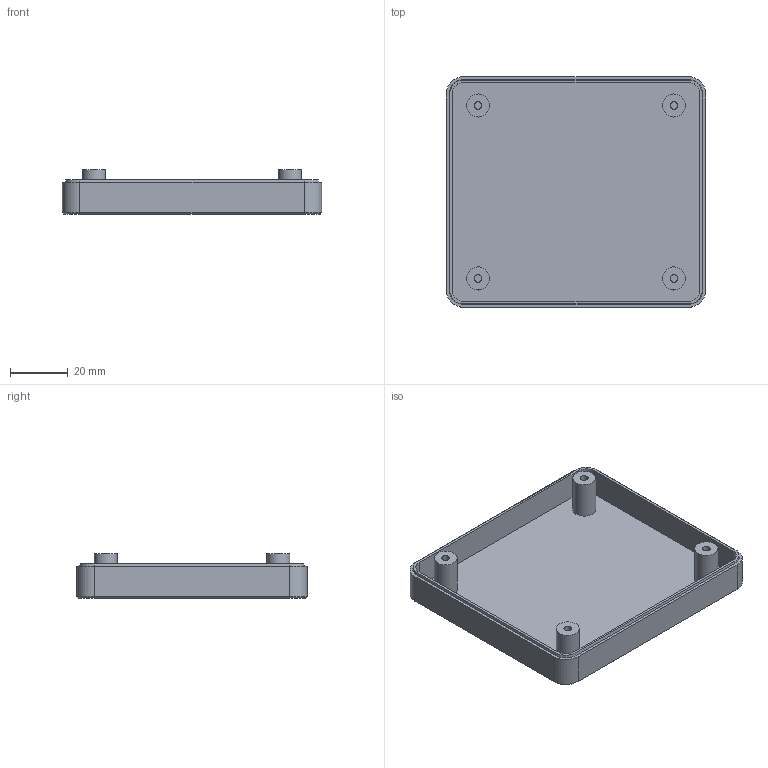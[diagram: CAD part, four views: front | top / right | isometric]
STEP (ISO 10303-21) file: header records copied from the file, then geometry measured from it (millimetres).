
FILE_DESCRIPTION(/* description */ (''),/* implementation_level */ '2;1');
FILE_NAME(/* name */ 'bottom_enclosure.step',/* time_stamp */ '2023-12-10T21:47:42-08:00',/* author */ (''),/* organization */ (''),/* preprocessor_version */ 'ST-DEVELOPER v20',/* originating_system */ 'Autodesk Translation Framework v12.14.0.127',/* authorisation */ '');
FILE_SCHEMA (('AUTOMOTIVE_DESIGN { 1 0 10303 214 3 1 1 }'));
Length unit declared in the file: millimetre
Products named in the file (1): bottom_enclosure
Bounding box: 90 x 80 x 15.4 mm (x, y, z)
Volume: 22795.3 mm3; surface area: 23106.6 mm2
Topology: 1 solids, 1 shells, 52 faces, 112 edges, 72 vertices
Faces by surface type: plane 28, cylinder 16, cone 8
Full cylindrical faces by diameter (mm): 2.7 x4, 8 x4
Entity records: 1449 total; most frequent: DIRECTION 262, CARTESIAN_POINT 237, ORIENTED_EDGE 224, EDGE_CURVE 112, AXIS2_PLACEMENT_3D 97, VERTEX_POINT 72, LINE 68, VECTOR 68
